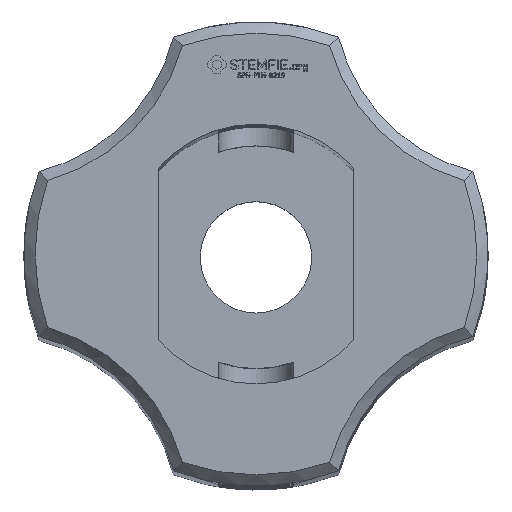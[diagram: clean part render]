
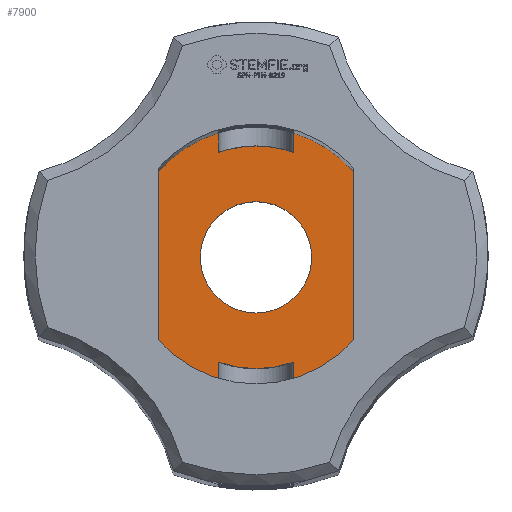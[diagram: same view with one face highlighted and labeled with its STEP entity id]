
A CAD part, top view. The second image highlights one B-rep face of the part: STEP entity #7900.
In plain terms, the highlighted planar face has unit normal (0, 0, 1).
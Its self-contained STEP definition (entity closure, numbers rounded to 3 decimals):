
#1978 = VERTEX_POINT('',#1979);
#1979 = CARTESIAN_POINT('',(2.829,0.998,11.));
#1993 = EDGE_CURVE('',#1994,#1978,#1996,.T.);
#1994 = VERTEX_POINT('',#1995);
#1995 = CARTESIAN_POINT('',(2.625,0.998,11.));
#1996 = LINE('',#1997,#1998);
#1997 = CARTESIAN_POINT('',(65.601,0.998,11.));
#1998 = VECTOR('',#1999,1.);
#1999 = DIRECTION('',(1.,0.,0.));
#2002 = VERTEX_POINT('',#2003);
#2003 = CARTESIAN_POINT('',(2.625,-0.998,11.));
#2010 = EDGE_CURVE('',#2002,#2011,#2013,.T.);
#2011 = VERTEX_POINT('',#2012);
#2012 = CARTESIAN_POINT('',(2.829,-0.998,11.));
#2013 = LINE('',#2014,#2015);
#2014 = CARTESIAN_POINT('',(65.601,-0.998,11.));
#2015 = VECTOR('',#2016,1.);
#2016 = DIRECTION('',(1.,0.,0.));
#7801 = EDGE_CURVE('',#7802,#1994,#7804,.T.);
#7802 = VERTEX_POINT('',#7803);
#7803 = CARTESIAN_POINT('',(2.625,2.315,11.));
#7804 = LINE('',#7805,#7806);
#7805 = CARTESIAN_POINT('',(2.625,2.315,11.));
#7806 = VECTOR('',#7807,1.);
#7807 = DIRECTION('',(0.,-1.,0.));
#7817 = VERTEX_POINT('',#7818);
#7818 = CARTESIAN_POINT('',(2.625,-2.315,11.));
#7824 = EDGE_CURVE('',#2002,#7817,#7825,.T.);
#7825 = LINE('',#7826,#7827);
#7826 = CARTESIAN_POINT('',(2.625,2.315,11.));
#7827 = VECTOR('',#7828,1.);
#7828 = DIRECTION('',(0.,-1.,0.));
#7887 = EDGE_CURVE('',#1978,#2011,#7888,.T.);
#7888 = CIRCLE('',#7889,3.);
#7889 = AXIS2_PLACEMENT_3D('',#7890,#7891,#7892);
#7890 = CARTESIAN_POINT('',(0.,0.,11.));
#7891 = DIRECTION('',(0.,0.,-1.));
#7892 = DIRECTION('',(0.,1.,0.));
#7900 = ADVANCED_FACE('',(#7901,#8042),#8053,.T.);
#7901 = FACE_BOUND('',#7902,.T.);
#7902 = EDGE_LOOP('',(#7903,#7904,#7905,#7906,#7907,#7916,#7924,#7933,
    #7942,#7950,#7959,#7967,#7975,#7984,#7992,#8000,#8009,#8017,#8026,
    #8034,#8041));
#7903 = ORIENTED_EDGE('',*,*,#2010,.T.);
#7904 = ORIENTED_EDGE('',*,*,#7887,.F.);
#7905 = ORIENTED_EDGE('',*,*,#1993,.F.);
#7906 = ORIENTED_EDGE('',*,*,#7801,.F.);
#7907 = ORIENTED_EDGE('',*,*,#7908,.T.);
#7908 = EDGE_CURVE('',#7802,#7909,#7911,.T.);
#7909 = VERTEX_POINT('',#7910);
#7910 = CARTESIAN_POINT('',(0.998,3.355,11.));
#7911 = CIRCLE('',#7912,3.5);
#7912 = AXIS2_PLACEMENT_3D('',#7913,#7914,#7915);
#7913 = CARTESIAN_POINT('',(0.,0.,11.)
  );
#7914 = DIRECTION('',(0.,0.,1.));
#7915 = DIRECTION('',(1.,0.,0.));
#7916 = ORIENTED_EDGE('',*,*,#7917,.T.);
#7917 = EDGE_CURVE('',#7909,#7918,#7920,.T.);
#7918 = VERTEX_POINT('',#7919);
#7919 = CARTESIAN_POINT('',(0.998,2.829,11.));
#7920 = LINE('',#7921,#7922);
#7921 = CARTESIAN_POINT('',(0.998,-65.601,11.));
#7922 = VECTOR('',#7923,1.);
#7923 = DIRECTION('',(0.,-1.,0.));
#7924 = ORIENTED_EDGE('',*,*,#7925,.F.);
#7925 = EDGE_CURVE('',#7926,#7918,#7928,.T.);
#7926 = VERTEX_POINT('',#7927);
#7927 = CARTESIAN_POINT('',(0.,3.,11.));
#7928 = CIRCLE('',#7929,3.);
#7929 = AXIS2_PLACEMENT_3D('',#7930,#7931,#7932);
#7930 = CARTESIAN_POINT('',(0.,0.,11.));
#7931 = DIRECTION('',(0.,0.,-1.));
#7932 = DIRECTION('',(0.,1.,0.));
#7933 = ORIENTED_EDGE('',*,*,#7934,.F.);
#7934 = EDGE_CURVE('',#7935,#7926,#7937,.T.);
#7935 = VERTEX_POINT('',#7936);
#7936 = CARTESIAN_POINT('',(-0.998,2.829,11.));
#7937 = CIRCLE('',#7938,3.);
#7938 = AXIS2_PLACEMENT_3D('',#7939,#7940,#7941);
#7939 = CARTESIAN_POINT('',(0.,0.,11.));
#7940 = DIRECTION('',(0.,0.,-1.));
#7941 = DIRECTION('',(0.,1.,0.));
#7942 = ORIENTED_EDGE('',*,*,#7943,.F.);
#7943 = EDGE_CURVE('',#7944,#7935,#7946,.T.);
#7944 = VERTEX_POINT('',#7945);
#7945 = CARTESIAN_POINT('',(-0.998,3.355,11.));
#7946 = LINE('',#7947,#7948);
#7947 = CARTESIAN_POINT('',(-0.998,-65.601,11.));
#7948 = VECTOR('',#7949,1.);
#7949 = DIRECTION('',(0.,-1.,0.));
#7950 = ORIENTED_EDGE('',*,*,#7951,.T.);
#7951 = EDGE_CURVE('',#7944,#7952,#7954,.T.);
#7952 = VERTEX_POINT('',#7953);
#7953 = CARTESIAN_POINT('',(-2.625,2.315,11.));
#7954 = CIRCLE('',#7955,3.5);
#7955 = AXIS2_PLACEMENT_3D('',#7956,#7957,#7958);
#7956 = CARTESIAN_POINT('',(0.,0.,11.)
  );
#7957 = DIRECTION('',(0.,0.,1.));
#7958 = DIRECTION('',(1.,0.,0.));
#7959 = ORIENTED_EDGE('',*,*,#7960,.T.);
#7960 = EDGE_CURVE('',#7952,#7961,#7963,.T.);
#7961 = VERTEX_POINT('',#7962);
#7962 = CARTESIAN_POINT('',(-2.625,0.998,11.));
#7963 = LINE('',#7964,#7965);
#7964 = CARTESIAN_POINT('',(-2.625,2.315,11.));
#7965 = VECTOR('',#7966,1.);
#7966 = DIRECTION('',(0.,-1.,0.));
#7967 = ORIENTED_EDGE('',*,*,#7968,.F.);
#7968 = EDGE_CURVE('',#7969,#7961,#7971,.T.);
#7969 = VERTEX_POINT('',#7970);
#7970 = CARTESIAN_POINT('',(-2.829,0.998,11.));
#7971 = LINE('',#7972,#7973);
#7972 = CARTESIAN_POINT('',(65.601,0.998,11.));
#7973 = VECTOR('',#7974,1.);
#7974 = DIRECTION('',(1.,0.,0.));
#7975 = ORIENTED_EDGE('',*,*,#7976,.F.);
#7976 = EDGE_CURVE('',#7977,#7969,#7979,.T.);
#7977 = VERTEX_POINT('',#7978);
#7978 = CARTESIAN_POINT('',(-2.829,-0.998,11.));
#7979 = CIRCLE('',#7980,3.);
#7980 = AXIS2_PLACEMENT_3D('',#7981,#7982,#7983);
#7981 = CARTESIAN_POINT('',(0.,0.,11.));
#7982 = DIRECTION('',(0.,0.,-1.));
#7983 = DIRECTION('',(0.,1.,0.));
#7984 = ORIENTED_EDGE('',*,*,#7985,.T.);
#7985 = EDGE_CURVE('',#7977,#7986,#7988,.T.);
#7986 = VERTEX_POINT('',#7987);
#7987 = CARTESIAN_POINT('',(-2.625,-0.998,11.));
#7988 = LINE('',#7989,#7990);
#7989 = CARTESIAN_POINT('',(65.601,-0.998,11.));
#7990 = VECTOR('',#7991,1.);
#7991 = DIRECTION('',(1.,0.,0.));
#7992 = ORIENTED_EDGE('',*,*,#7993,.T.);
#7993 = EDGE_CURVE('',#7986,#7994,#7996,.T.);
#7994 = VERTEX_POINT('',#7995);
#7995 = CARTESIAN_POINT('',(-2.625,-2.315,11.));
#7996 = LINE('',#7997,#7998);
#7997 = CARTESIAN_POINT('',(-2.625,2.315,11.));
#7998 = VECTOR('',#7999,1.);
#7999 = DIRECTION('',(0.,-1.,0.));
#8000 = ORIENTED_EDGE('',*,*,#8001,.T.);
#8001 = EDGE_CURVE('',#7994,#8002,#8004,.T.);
#8002 = VERTEX_POINT('',#8003);
#8003 = CARTESIAN_POINT('',(-0.998,-3.355,11.));
#8004 = CIRCLE('',#8005,3.5);
#8005 = AXIS2_PLACEMENT_3D('',#8006,#8007,#8008);
#8006 = CARTESIAN_POINT('',(0.,0.,11.)
  );
#8007 = DIRECTION('',(0.,0.,1.));
#8008 = DIRECTION('',(1.,0.,0.));
#8009 = ORIENTED_EDGE('',*,*,#8010,.F.);
#8010 = EDGE_CURVE('',#8011,#8002,#8013,.T.);
#8011 = VERTEX_POINT('',#8012);
#8012 = CARTESIAN_POINT('',(-0.998,-2.829,11.));
#8013 = LINE('',#8014,#8015);
#8014 = CARTESIAN_POINT('',(-0.998,-65.601,11.));
#8015 = VECTOR('',#8016,1.);
#8016 = DIRECTION('',(0.,-1.,0.));
#8017 = ORIENTED_EDGE('',*,*,#8018,.F.);
#8018 = EDGE_CURVE('',#8019,#8011,#8021,.T.);
#8019 = VERTEX_POINT('',#8020);
#8020 = CARTESIAN_POINT('',(0.998,-2.829,11.));
#8021 = CIRCLE('',#8022,3.);
#8022 = AXIS2_PLACEMENT_3D('',#8023,#8024,#8025);
#8023 = CARTESIAN_POINT('',(0.,0.,11.));
#8024 = DIRECTION('',(0.,0.,-1.));
#8025 = DIRECTION('',(0.,1.,0.));
#8026 = ORIENTED_EDGE('',*,*,#8027,.T.);
#8027 = EDGE_CURVE('',#8019,#8028,#8030,.T.);
#8028 = VERTEX_POINT('',#8029);
#8029 = CARTESIAN_POINT('',(0.998,-3.355,11.));
#8030 = LINE('',#8031,#8032);
#8031 = CARTESIAN_POINT('',(0.998,-65.601,11.));
#8032 = VECTOR('',#8033,1.);
#8033 = DIRECTION('',(0.,-1.,0.));
#8034 = ORIENTED_EDGE('',*,*,#8035,.T.);
#8035 = EDGE_CURVE('',#8028,#7817,#8036,.T.);
#8036 = CIRCLE('',#8037,3.5);
#8037 = AXIS2_PLACEMENT_3D('',#8038,#8039,#8040);
#8038 = CARTESIAN_POINT('',(0.,0.,11.)
  );
#8039 = DIRECTION('',(0.,0.,1.));
#8040 = DIRECTION('',(1.,0.,0.));
#8041 = ORIENTED_EDGE('',*,*,#7824,.F.);
#8042 = FACE_BOUND('',#8043,.T.);
#8043 = EDGE_LOOP('',(#8044));
#8044 = ORIENTED_EDGE('',*,*,#8045,.T.);
#8045 = EDGE_CURVE('',#8046,#8046,#8048,.T.);
#8046 = VERTEX_POINT('',#8047);
#8047 = CARTESIAN_POINT('',(0.,1.5,11.));
#8048 = CIRCLE('',#8049,1.5);
#8049 = AXIS2_PLACEMENT_3D('',#8050,#8051,#8052);
#8050 = CARTESIAN_POINT('',(0.,0.,11.));
#8051 = DIRECTION('',(0.,0.,-1.));
#8052 = DIRECTION('',(0.,1.,0.));
#8053 = PLANE('',#8054);
#8054 = AXIS2_PLACEMENT_3D('',#8055,#8056,#8057);
#8055 = CARTESIAN_POINT('',(0.,0.001,11.)
  );
#8056 = DIRECTION('',(0.,0.,1.));
#8057 = DIRECTION('',(0.,1.,0.));
